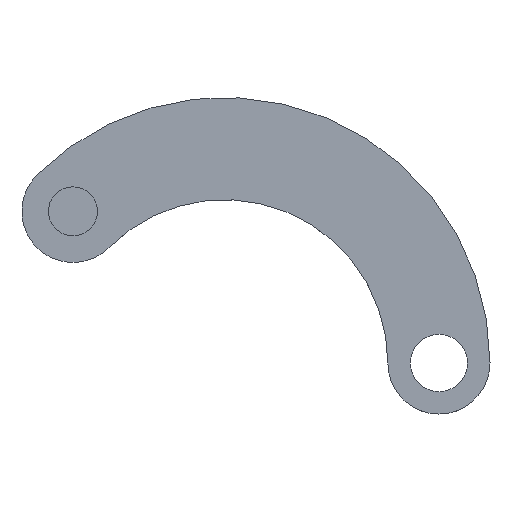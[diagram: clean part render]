
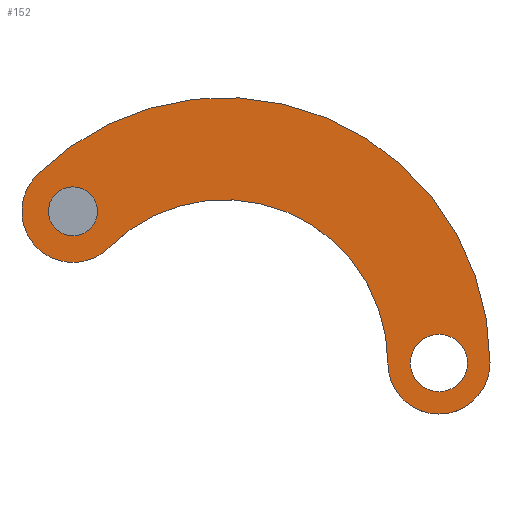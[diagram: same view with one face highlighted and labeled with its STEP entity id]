
A CAD part, top view. The second image highlights one B-rep face of the part: STEP entity #152.
In plain terms, the highlighted planar face has unit normal (0, 0, 1).
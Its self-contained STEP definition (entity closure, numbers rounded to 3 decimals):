
#16=FACE_BOUND('',#36,.T.);
#17=FACE_BOUND('',#37,.T.);
#20=PLANE('',#185);
#25=FACE_OUTER_BOUND('',#35,.T.);
#35=EDGE_LOOP('',(#119,#120,#121,#122));
#36=EDGE_LOOP('',(#123));
#37=EDGE_LOOP('',(#124,#125));
#54=CIRCLE('',#172,1.75);
#58=CIRCLE('',#177,1.5);
#59=CIRCLE('',#178,1.5);
#64=CIRCLE('',#186,16.258);
#65=CIRCLE('',#187,3.129);
#66=CIRCLE('',#188,10.);
#67=CIRCLE('',#189,3.129);
#68=VERTEX_POINT('',#250);
#72=VERTEX_POINT('',#260);
#73=VERTEX_POINT('',#262);
#78=VERTEX_POINT('',#276);
#79=VERTEX_POINT('',#277);
#80=VERTEX_POINT('',#279);
#81=VERTEX_POINT('',#281);
#82=EDGE_CURVE('',#68,#68,#54,.T.);
#88=EDGE_CURVE('',#72,#73,#58,.T.);
#89=EDGE_CURVE('',#73,#72,#59,.T.);
#94=EDGE_CURVE('',#78,#79,#64,.T.);
#95=EDGE_CURVE('',#79,#80,#65,.T.);
#96=EDGE_CURVE('',#81,#80,#66,.T.);
#97=EDGE_CURVE('',#81,#78,#67,.T.);
#119=ORIENTED_EDGE('',*,*,#94,.T.);
#120=ORIENTED_EDGE('',*,*,#95,.T.);
#121=ORIENTED_EDGE('',*,*,#96,.F.);
#122=ORIENTED_EDGE('',*,*,#97,.T.);
#123=ORIENTED_EDGE('',*,*,#82,.T.);
#124=ORIENTED_EDGE('',*,*,#89,.F.);
#125=ORIENTED_EDGE('',*,*,#88,.F.);
#152=ADVANCED_FACE('',(#25,#16,#17),#20,.T.);
#172=AXIS2_PLACEMENT_3D('',#251,#198,#199);
#177=AXIS2_PLACEMENT_3D('',#263,#210,#211);
#178=AXIS2_PLACEMENT_3D('',#264,#212,#213);
#185=AXIS2_PLACEMENT_3D('',#275,#226,#227);
#186=AXIS2_PLACEMENT_3D('',#278,#228,#229);
#187=AXIS2_PLACEMENT_3D('',#280,#230,#231);
#188=AXIS2_PLACEMENT_3D('',#282,#232,#233);
#189=AXIS2_PLACEMENT_3D('',#283,#234,#235);
#198=DIRECTION('center_axis',(0.,0.,-1.));
#199=DIRECTION('ref_axis',(-1.,0.,0.));
#210=DIRECTION('center_axis',(0.,0.,1.));
#211=DIRECTION('ref_axis',(1.,0.,0.));
#212=DIRECTION('center_axis',(0.,0.,1.));
#213=DIRECTION('ref_axis',(1.,0.,0.));
#226=DIRECTION('center_axis',(0.,0.,1.));
#227=DIRECTION('ref_axis',(1.,0.,0.));
#228=DIRECTION('center_axis',(0.,0.,1.));
#229=DIRECTION('ref_axis',(1.,0.,0.));
#230=DIRECTION('center_axis',(0.,0.,1.));
#231=DIRECTION('ref_axis',(1.,0.,0.));
#232=DIRECTION('center_axis',(0.,0.,1.));
#233=DIRECTION('ref_axis',(1.,0.,0.));
#234=DIRECTION('center_axis',(0.,0.,1.));
#235=DIRECTION('ref_axis',(1.,0.,0.));
#250=CARTESIAN_POINT('',(14.392,-0.111,-4.2));
#251=CARTESIAN_POINT('Origin',(12.642,-0.111,-4.2));
#260=CARTESIAN_POINT('',(-11.27,9.172,-4.2));
#262=CARTESIAN_POINT('',(-8.27,9.172,-4.2));
#263=CARTESIAN_POINT('Origin',(-9.77,9.172,-4.2));
#264=CARTESIAN_POINT('Origin',(-9.77,9.172,-4.2));
#275=CARTESIAN_POINT('Origin',(2.824,7.879,-4.2));
#276=CARTESIAN_POINT('',(15.771,-0.111,-4.2));
#277=CARTESIAN_POINT('',(-11.982,11.385,-4.2));
#278=CARTESIAN_POINT('Origin',(-0.486,-0.111,-4.2));
#279=CARTESIAN_POINT('',(-7.557,6.96,-4.2));
#280=CARTESIAN_POINT('Origin',(-9.77,9.172,-4.2));
#281=CARTESIAN_POINT('',(9.514,-0.111,-4.2));
#282=CARTESIAN_POINT('Origin',(-0.486,-0.111,-4.2));
#283=CARTESIAN_POINT('Origin',(12.642,-0.111,-4.2));
